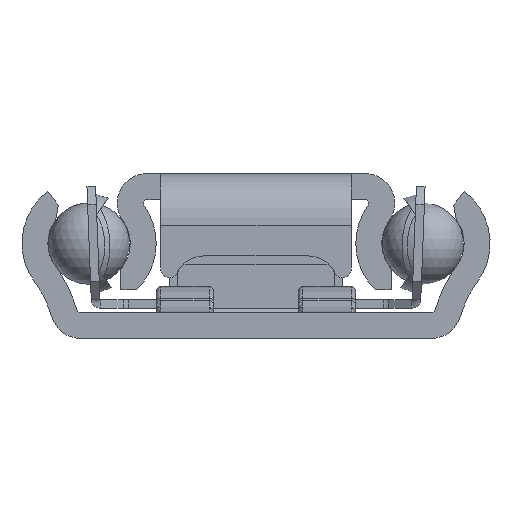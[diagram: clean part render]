
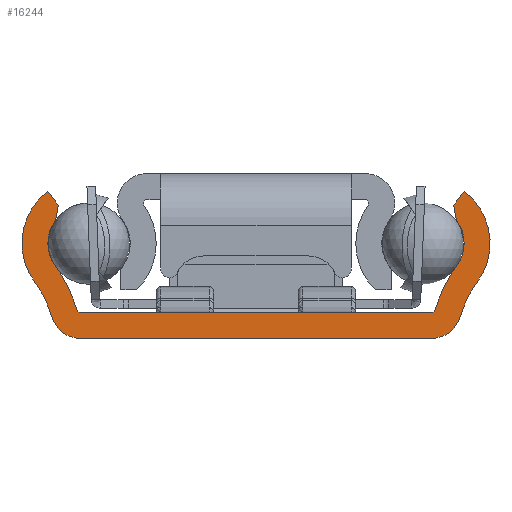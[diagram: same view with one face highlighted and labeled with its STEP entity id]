
A CAD part, front view. The second image highlights one B-rep face of the part: STEP entity #16244.
In plain terms, the highlighted planar face has unit normal (0, -1, 0).
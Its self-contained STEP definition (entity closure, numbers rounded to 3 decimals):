
#1182=PLANE('',#17259);
#1961=FACE_OUTER_BOUND('',#2953,.T.);
#2953=EDGE_LOOP('',(#13956,#13957,#13958,#13959,#13960,#13961,#13962,#13963,
#13964,#13965,#13966,#13967,#13968,#13969,#13970,#13971,#13972,#13973,#13974,
#13975,#13976,#13977));
#3782=LINE('',#27495,#5360);
#4246=LINE('',#30695,#5824);
#4285=LINE('',#30816,#5863);
#4287=LINE('',#30820,#5865);
#4291=LINE('',#30832,#5869);
#4295=LINE('',#30842,#5873);
#4297=LINE('',#30846,#5875);
#4301=LINE('',#30858,#5879);
#4304=LINE('',#30868,#5882);
#4307=LINE('',#30880,#5885);
#5360=VECTOR('',#19004,1000.);
#5824=VECTOR('',#19862,1000.);
#5863=VECTOR('',#19979,1000.);
#5865=VECTOR('',#19983,1000.);
#5869=VECTOR('',#19997,1000.);
#5873=VECTOR('',#20007,1000.);
#5875=VECTOR('',#20011,1000.);
#5879=VECTOR('',#20025,1000.);
#5882=VECTOR('',#20038,1000.);
#5885=VECTOR('',#20055,1000.);
#6578=CIRCLE('',#17166,2.25);
#6579=CIRCLE('',#17170,3.75);
#6580=CIRCLE('',#17172,5.5);
#6581=CIRCLE('',#17175,2.25);
#6582=CIRCLE('',#17179,3.75);
#6583=CIRCLE('',#17181,5.5);
#6584=CIRCLE('',#17184,1.7);
#6585=CIRCLE('',#17186,0.2);
#6586=CIRCLE('',#17189,7.);
#6587=CIRCLE('',#17191,1.7);
#6588=CIRCLE('',#17193,0.2);
#6589=CIRCLE('',#17196,7.);
#7383=VERTEX_POINT('',#27476);
#7392=VERTEX_POINT('',#27493);
#7820=VERTEX_POINT('',#30684);
#7824=VERTEX_POINT('',#30693);
#7865=VERTEX_POINT('',#30808);
#7866=VERTEX_POINT('',#30810);
#7867=VERTEX_POINT('',#30814);
#7868=VERTEX_POINT('',#30818);
#7869=VERTEX_POINT('',#30822);
#7870=VERTEX_POINT('',#30826);
#7871=VERTEX_POINT('',#30830);
#7872=VERTEX_POINT('',#30834);
#7873=VERTEX_POINT('',#30836);
#7874=VERTEX_POINT('',#30840);
#7875=VERTEX_POINT('',#30844);
#7876=VERTEX_POINT('',#30848);
#7877=VERTEX_POINT('',#30852);
#7878=VERTEX_POINT('',#30856);
#7879=VERTEX_POINT('',#30862);
#7880=VERTEX_POINT('',#30866);
#7881=VERTEX_POINT('',#30874);
#7882=VERTEX_POINT('',#30878);
#9223=EDGE_CURVE('',#7392,#7383,#3782,.T.);
#9858=EDGE_CURVE('',#7824,#7820,#4246,.T.);
#9918=EDGE_CURVE('',#7865,#7866,#6578,.T.);
#9920=EDGE_CURVE('',#7867,#7866,#4285,.T.);
#9922=EDGE_CURVE('',#7868,#7867,#4287,.T.);
#9924=EDGE_CURVE('',#7869,#7868,#6579,.T.);
#9926=EDGE_CURVE('',#7869,#7870,#6580,.T.);
#9928=EDGE_CURVE('',#7871,#7870,#4291,.T.);
#9931=EDGE_CURVE('',#7872,#7873,#6581,.T.);
#9933=EDGE_CURVE('',#7874,#7872,#4295,.T.);
#9935=EDGE_CURVE('',#7875,#7874,#4297,.T.);
#9937=EDGE_CURVE('',#7875,#7876,#6582,.T.);
#9939=EDGE_CURVE('',#7877,#7876,#6583,.T.);
#9941=EDGE_CURVE('',#7878,#7877,#4301,.T.);
#9942=EDGE_CURVE('',#7878,#7824,#6584,.T.);
#9944=EDGE_CURVE('',#7879,#7383,#6585,.T.);
#9946=EDGE_CURVE('',#7880,#7879,#4304,.T.);
#9947=EDGE_CURVE('',#7880,#7873,#6586,.T.);
#9948=EDGE_CURVE('',#7820,#7871,#6587,.T.);
#9950=EDGE_CURVE('',#7392,#7881,#6588,.T.);
#9952=EDGE_CURVE('',#7882,#7881,#4307,.T.);
#9953=EDGE_CURVE('',#7865,#7882,#6589,.T.);
#13956=ORIENTED_EDGE('',*,*,#9950,.T.);
#13957=ORIENTED_EDGE('',*,*,#9952,.F.);
#13958=ORIENTED_EDGE('',*,*,#9953,.F.);
#13959=ORIENTED_EDGE('',*,*,#9918,.T.);
#13960=ORIENTED_EDGE('',*,*,#9920,.F.);
#13961=ORIENTED_EDGE('',*,*,#9922,.F.);
#13962=ORIENTED_EDGE('',*,*,#9924,.F.);
#13963=ORIENTED_EDGE('',*,*,#9926,.T.);
#13964=ORIENTED_EDGE('',*,*,#9928,.F.);
#13965=ORIENTED_EDGE('',*,*,#9948,.F.);
#13966=ORIENTED_EDGE('',*,*,#9858,.F.);
#13967=ORIENTED_EDGE('',*,*,#9942,.F.);
#13968=ORIENTED_EDGE('',*,*,#9941,.T.);
#13969=ORIENTED_EDGE('',*,*,#9939,.T.);
#13970=ORIENTED_EDGE('',*,*,#9937,.F.);
#13971=ORIENTED_EDGE('',*,*,#9935,.T.);
#13972=ORIENTED_EDGE('',*,*,#9933,.T.);
#13973=ORIENTED_EDGE('',*,*,#9931,.T.);
#13974=ORIENTED_EDGE('',*,*,#9947,.F.);
#13975=ORIENTED_EDGE('',*,*,#9946,.T.);
#13976=ORIENTED_EDGE('',*,*,#9944,.T.);
#13977=ORIENTED_EDGE('',*,*,#9223,.F.);
#16244=ADVANCED_FACE('',(#1961),#1182,.T.);
#17166=AXIS2_PLACEMENT_3D('',#30812,#19974,#19975);
#17170=AXIS2_PLACEMENT_3D('',#30824,#19987,#19988);
#17172=AXIS2_PLACEMENT_3D('',#30828,#19992,#19993);
#17175=AXIS2_PLACEMENT_3D('',#30838,#20002,#20003);
#17179=AXIS2_PLACEMENT_3D('',#30850,#20015,#20016);
#17181=AXIS2_PLACEMENT_3D('',#30854,#20020,#20021);
#17184=AXIS2_PLACEMENT_3D('',#30860,#20028,#20029);
#17186=AXIS2_PLACEMENT_3D('',#30864,#20033,#20034);
#17189=AXIS2_PLACEMENT_3D('',#30870,#20041,#20042);
#17191=AXIS2_PLACEMENT_3D('',#30872,#20045,#20046);
#17193=AXIS2_PLACEMENT_3D('',#30876,#20050,#20051);
#17196=AXIS2_PLACEMENT_3D('',#30882,#20058,#20059);
#17259=AXIS2_PLACEMENT_3D('',#30991,#20218,#20219);
#19004=DIRECTION('',(1.,0.,0.));
#19862=DIRECTION('',(-1.,0.,0.));
#19974=DIRECTION('center_axis',(0.,1.,0.));
#19975=DIRECTION('ref_axis',(0.,0.,-1.));
#19979=DIRECTION('',(-0.178,0.,-0.984));
#19983=DIRECTION('',(0.6,0.,-0.8));
#19987=DIRECTION('center_axis',(0.,1.,0.));
#19988=DIRECTION('ref_axis',(0.,0.,-1.));
#19992=DIRECTION('center_axis',(0.,1.,0.));
#19993=DIRECTION('ref_axis',(0.,0.,-1.));
#19997=DIRECTION('',(-0.35,0.,0.937));
#20002=DIRECTION('center_axis',(0.,1.,0.));
#20003=DIRECTION('ref_axis',(0.,0.,-1.));
#20007=DIRECTION('',(0.178,0.,-0.984));
#20011=DIRECTION('',(-0.6,0.,-0.8));
#20015=DIRECTION('center_axis',(0.,1.,0.));
#20016=DIRECTION('ref_axis',(0.,0.,-1.));
#20020=DIRECTION('center_axis',(0.,1.,0.));
#20021=DIRECTION('ref_axis',(0.,0.,-1.));
#20025=DIRECTION('',(0.35,0.,0.937));
#20028=DIRECTION('center_axis',(0.,1.,0.));
#20029=DIRECTION('ref_axis',(0.,0.,-1.));
#20033=DIRECTION('center_axis',(0.,1.,0.));
#20034=DIRECTION('ref_axis',(0.,0.,-1.));
#20038=DIRECTION('',(-0.35,0.,-0.937));
#20041=DIRECTION('center_axis',(0.,1.,0.));
#20042=DIRECTION('ref_axis',(0.,0.,-1.));
#20045=DIRECTION('center_axis',(0.,1.,0.));
#20046=DIRECTION('ref_axis',(0.,0.,-1.));
#20050=DIRECTION('center_axis',(0.,1.,0.));
#20051=DIRECTION('ref_axis',(0.,0.,-1.));
#20055=DIRECTION('',(0.35,0.,-0.937));
#20058=DIRECTION('center_axis',(0.,1.,0.));
#20059=DIRECTION('ref_axis',(0.,0.,-1.));
#20218=DIRECTION('center_axis',(0.,-1.,0.));
#20219=DIRECTION('ref_axis',(1.,0.,0.));
#27476=CARTESIAN_POINT('',(10.125,0.,1.5));
#27493=CARTESIAN_POINT('',(-10.125,0.,1.5));
#27495=CARTESIAN_POINT('',(-10.125,0.,1.5));
#30684=CARTESIAN_POINT('',(-10.125,0.,0.));
#30693=CARTESIAN_POINT('',(10.125,0.,0.));
#30695=CARTESIAN_POINT('',(0.,0.,0.));
#30808=CARTESIAN_POINT('',(-11.551,0.,4.135));
#30810=CARTESIAN_POINT('',(-11.551,0.,6.834));
#30812=CARTESIAN_POINT('Origin',(-9.75,0.,
5.485));
#30814=CARTESIAN_POINT('',(-11.397,0.,7.681));
#30816=CARTESIAN_POINT('',(-11.397,0.,7.681));
#30818=CARTESIAN_POINT('',(-12.,0.,8.485));
#30820=CARTESIAN_POINT('',(-12.,0.,8.485));
#30822=CARTESIAN_POINT('',(-12.751,0.,3.236));
#30824=CARTESIAN_POINT('Origin',(-9.75,0.,
5.485));
#30826=CARTESIAN_POINT('',(-12.,0.,1.862));
#30828=CARTESIAN_POINT('Origin',(-17.153,0.,
-0.062));
#30830=CARTESIAN_POINT('',(-11.718,0.,1.105));
#30832=CARTESIAN_POINT('',(-11.718,0.,1.105));
#30834=CARTESIAN_POINT('',(11.551,0.,6.834));
#30836=CARTESIAN_POINT('',(11.551,0.,4.135));
#30838=CARTESIAN_POINT('Origin',(9.75,0.,
5.485));
#30840=CARTESIAN_POINT('',(11.397,0.,7.681));
#30842=CARTESIAN_POINT('',(11.397,0.,7.681));
#30844=CARTESIAN_POINT('',(12.,0.,8.485));
#30846=CARTESIAN_POINT('',(12.,0.,8.485));
#30848=CARTESIAN_POINT('',(12.751,0.,3.236));
#30850=CARTESIAN_POINT('Origin',(9.75,0.,
5.485));
#30852=CARTESIAN_POINT('',(12.,0.,1.862));
#30854=CARTESIAN_POINT('Origin',(17.153,0.,
-0.062));
#30856=CARTESIAN_POINT('',(11.718,0.,1.105));
#30858=CARTESIAN_POINT('',(11.718,0.,1.105));
#30860=CARTESIAN_POINT('Origin',(10.125,0.,1.7));
#30862=CARTESIAN_POINT('',(10.312,0.,1.63));
#30864=CARTESIAN_POINT('Origin',(10.125,0.,1.7));
#30866=CARTESIAN_POINT('',(10.595,0.,2.386));
#30868=CARTESIAN_POINT('',(10.454,0.,2.008));
#30870=CARTESIAN_POINT('Origin',(17.153,0.,
-0.062));
#30872=CARTESIAN_POINT('Origin',(-10.125,0.,1.7));
#30874=CARTESIAN_POINT('',(-10.312,0.,1.63));
#30876=CARTESIAN_POINT('Origin',(-10.125,0.,1.7));
#30878=CARTESIAN_POINT('',(-10.595,0.,2.386));
#30880=CARTESIAN_POINT('',(-10.454,0.,2.008));
#30882=CARTESIAN_POINT('Origin',(-17.153,0.,
-0.062));
#30991=CARTESIAN_POINT('Origin',(0.,0.,0.));
